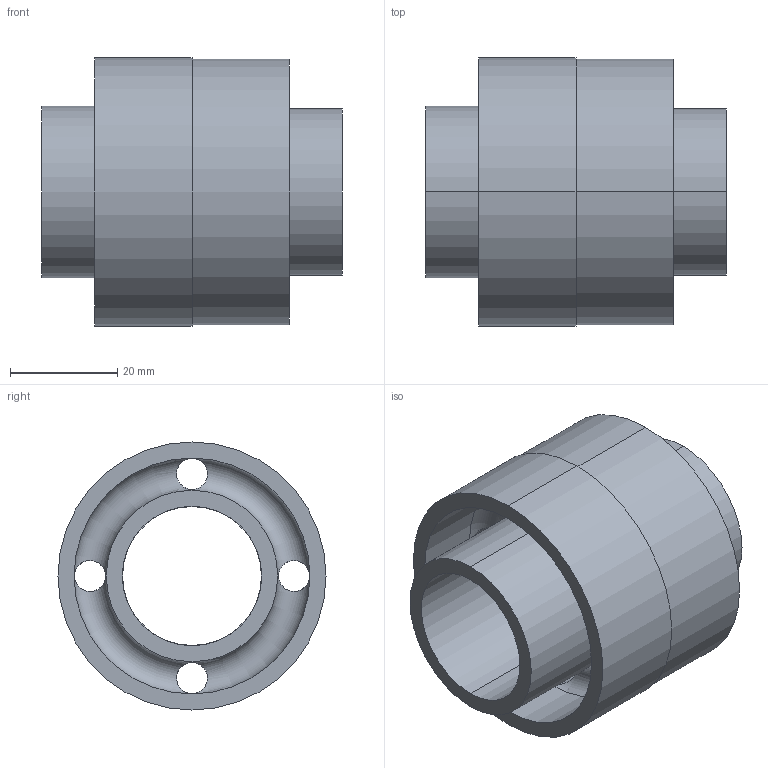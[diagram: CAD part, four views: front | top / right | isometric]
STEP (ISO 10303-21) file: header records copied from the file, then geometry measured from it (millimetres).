
FILE_DESCRIPTION (( 'STEP AP203' ), '1' );
FILE_NAME ('--7883211.STEP', '2015-03-24T15:14:15', ( 'enduser' ), ( '' ), 'SwSTEP 2.0', 'SolidWorks 2014', '' );
FILE_SCHEMA (( 'CONFIG_CONTROL_DESIGN' ));
Length unit declared in the file: inch
Products named in the file (1): --7883211
Bounding box: 56.15 x 50.04 x 50.04 mm (x, y, z)
Volume: 34059 mm3; surface area: 21908.9 mm2
Topology: 1 solids, 1 shells, 40 faces, 104 edges, 64 vertices
Faces by surface type: cylinder 24, plane 10, torus 6
Entity records: 1862 total; most frequent: CARTESIAN_POINT 784, DIRECTION 218, ORIENTED_EDGE 208, EDGE_CURVE 104, AXIS2_PLACEMENT_3D 97, VERTEX_POINT 64, CIRCLE 56, EDGE_LOOP 48
